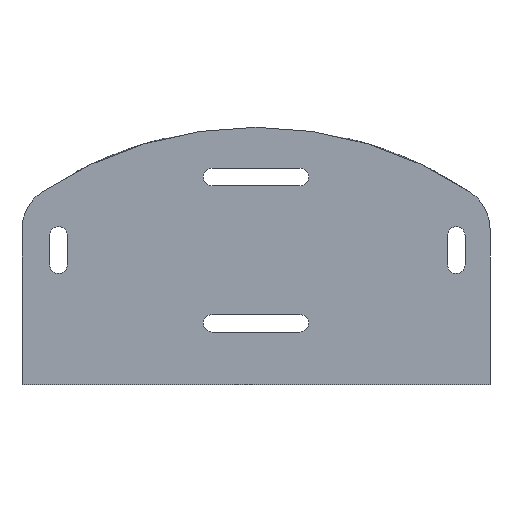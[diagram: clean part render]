
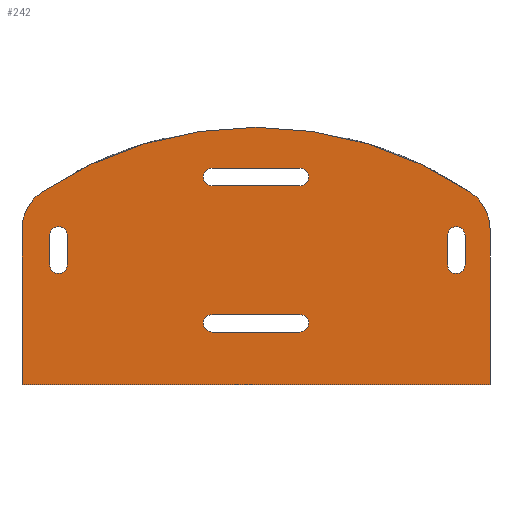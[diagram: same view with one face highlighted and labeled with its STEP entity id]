
A CAD part, front view. The second image highlights one B-rep face of the part: STEP entity #242.
In plain terms, the highlighted planar face has unit normal (0, -1, 0).
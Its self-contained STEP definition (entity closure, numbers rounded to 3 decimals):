
#40=CARTESIAN_POINT('',(-145.0,0.0,53.283));
#41=DIRECTION('',(0.0,1.0,0.0));
#42=DIRECTION('',(0.0,0.0,1.0));
#43=AXIS2_PLACEMENT_3D('',#40,#41,#42);
#44=PLANE('',#43);
#45=CARTESIAN_POINT('',(-160.0,0.0,53.283));
#46=VERTEX_POINT('',#45);
#47=CARTESIAN_POINT('',(-153.333,0.0,65.755));
#48=VERTEX_POINT('',#47);
#49=CARTESIAN_POINT('',(-145.0,0.0,53.283));
#50=DIRECTION('',(0.0,1.0,0.0));
#51=DIRECTION('',(1.0,0.0,0.0));
#52=AXIS2_PLACEMENT_3D('',#49,#50,#51);
#53=CIRCLE('',#52,15.0);
#54=EDGE_CURVE('',#46,#48,#53,.T.);
#55=ORIENTED_EDGE('',*,*,#54,.F.);
#56=CARTESIAN_POINT('',(-160.0,0.0,0.0));
#57=VERTEX_POINT('',#56);
#58=CARTESIAN_POINT('',(-160.0,0.0,53.283));
#59=DIRECTION('',(0.0,0.0,-1.0));
#60=VECTOR('',#59,1.0);
#61=LINE('',#58,#60);
#62=EDGE_CURVE('',#46,#57,#61,.T.);
#63=ORIENTED_EDGE('',*,*,#62,.T.);
#64=CARTESIAN_POINT('',(0.0,0.0,0.0));
#65=VERTEX_POINT('',#64);
#66=CARTESIAN_POINT('',(-160.0,0.0,0.0));
#67=DIRECTION('',(1.0,0.0,0.0));
#68=VECTOR('',#67,1.0);
#69=LINE('',#66,#68);
#70=EDGE_CURVE('',#57,#65,#69,.T.);
#71=ORIENTED_EDGE('',*,*,#70,.T.);
#72=CARTESIAN_POINT('',(0.0,0.0,53.283));
#73=VERTEX_POINT('',#72);
#74=CARTESIAN_POINT('',(0.0,0.0,0.0));
#75=DIRECTION('',(0.0,0.0,1.0));
#76=VECTOR('',#75,1.0);
#77=LINE('',#74,#76);
#78=EDGE_CURVE('',#65,#73,#77,.T.);
#79=ORIENTED_EDGE('',*,*,#78,.T.);
#80=CARTESIAN_POINT('',(-6.667,0.0,65.755));
#81=VERTEX_POINT('',#80);
#82=CARTESIAN_POINT('',(-15.0,0.0,53.283));
#83=DIRECTION('',(0.0,1.0,0.0));
#84=DIRECTION('',(1.0,0.0,0.0));
#85=AXIS2_PLACEMENT_3D('',#82,#83,#84);
#86=CIRCLE('',#85,15.0);
#87=EDGE_CURVE('',#81,#73,#86,.T.);
#88=ORIENTED_EDGE('',*,*,#87,.F.);
#89=CARTESIAN_POINT('',(-80.0,0.0,-44.0));
#90=DIRECTION('',(0.0,1.0,0.0));
#91=DIRECTION('',(-1.0,0.0,0.0));
#92=AXIS2_PLACEMENT_3D('',#89,#90,#91);
#93=CIRCLE('',#92,132.0);
#94=EDGE_CURVE('',#48,#81,#93,.T.);
#95=ORIENTED_EDGE('',*,*,#94,.F.);
#96=EDGE_LOOP('',(#55,#63,#71,#79,#88,#95));
#97=FACE_OUTER_BOUND('',#96,.T.);
#98=CARTESIAN_POINT('',(-8.51,0.0,41.0));
#99=VERTEX_POINT('',#98);
#100=CARTESIAN_POINT('',(-8.51,0.0,51.));
#101=VERTEX_POINT('',#100);
#102=CARTESIAN_POINT('',(-8.51,0.0,53.283));
#103=DIRECTION('',(0.0,0.0,1.0));
#104=VECTOR('',#103,1.0);
#105=LINE('',#102,#104);
#106=EDGE_CURVE('',#99,#101,#105,.T.);
#107=ORIENTED_EDGE('',*,*,#106,.F.);
#108=CARTESIAN_POINT('',(-14.51,0.0,41.0));
#109=VERTEX_POINT('',#108);
#110=CARTESIAN_POINT('',(-11.51,0.0,41.0));
#111=DIRECTION('',(0.0,1.0,0.0));
#112=DIRECTION('',(0.0,0.0,1.0));
#113=AXIS2_PLACEMENT_3D('',#110,#111,#112);
#114=CIRCLE('',#113,3.0);
#115=EDGE_CURVE('',#99,#109,#114,.T.);
#116=ORIENTED_EDGE('',*,*,#115,.T.);
#117=CARTESIAN_POINT('',(-14.51,0.0,51.));
#118=VERTEX_POINT('',#117);
#119=CARTESIAN_POINT('',(-14.51,0.0,53.283));
#120=DIRECTION('',(0.0,0.0,-1.0));
#121=VECTOR('',#120,1.0);
#122=LINE('',#119,#121);
#123=EDGE_CURVE('',#118,#109,#122,.T.);
#124=ORIENTED_EDGE('',*,*,#123,.F.);
#125=CARTESIAN_POINT('',(-11.51,0.0,51.));
#126=DIRECTION('',(0.0,1.0,0.0));
#127=DIRECTION('',(0.0,0.0,1.0));
#128=AXIS2_PLACEMENT_3D('',#125,#126,#127);
#129=CIRCLE('',#128,3.0);
#130=EDGE_CURVE('',#118,#101,#129,.T.);
#131=ORIENTED_EDGE('',*,*,#130,.T.);
#132=EDGE_LOOP('',(#107,#116,#124,#131));
#133=FACE_BOUND('',#132,.T.);
#134=CARTESIAN_POINT('',(-144.51,0.0,41.0));
#135=VERTEX_POINT('',#134);
#136=CARTESIAN_POINT('',(-144.51,0.0,51.));
#137=VERTEX_POINT('',#136);
#138=CARTESIAN_POINT('',(-144.51,0.0,53.283));
#139=DIRECTION('',(0.0,0.0,1.0));
#140=VECTOR('',#139,1.0);
#141=LINE('',#138,#140);
#142=EDGE_CURVE('',#135,#137,#141,.T.);
#143=ORIENTED_EDGE('',*,*,#142,.F.);
#144=CARTESIAN_POINT('',(-150.51,0.0,41.0));
#145=VERTEX_POINT('',#144);
#146=CARTESIAN_POINT('',(-147.51,0.0,41.0));
#147=DIRECTION('',(0.0,1.0,0.0));
#148=DIRECTION('',(0.0,0.0,1.0));
#149=AXIS2_PLACEMENT_3D('',#146,#147,#148);
#150=CIRCLE('',#149,3.0);
#151=EDGE_CURVE('',#135,#145,#150,.T.);
#152=ORIENTED_EDGE('',*,*,#151,.T.);
#153=CARTESIAN_POINT('',(-150.51,0.0,51.));
#154=VERTEX_POINT('',#153);
#155=CARTESIAN_POINT('',(-150.51,0.0,53.283));
#156=DIRECTION('',(0.0,0.0,-1.0));
#157=VECTOR('',#156,1.0);
#158=LINE('',#155,#157);
#159=EDGE_CURVE('',#154,#145,#158,.T.);
#160=ORIENTED_EDGE('',*,*,#159,.F.);
#161=CARTESIAN_POINT('',(-147.51,0.0,51.));
#162=DIRECTION('',(0.0,1.0,0.0));
#163=DIRECTION('',(0.0,0.0,1.0));
#164=AXIS2_PLACEMENT_3D('',#161,#162,#163);
#165=CIRCLE('',#164,3.0);
#166=EDGE_CURVE('',#154,#137,#165,.T.);
#167=ORIENTED_EDGE('',*,*,#166,.T.);
#168=EDGE_LOOP('',(#143,#152,#160,#167));
#169=FACE_BOUND('',#168,.T.);
#170=CARTESIAN_POINT('',(-65.01,0.0,18.0));
#171=VERTEX_POINT('',#170);
#172=CARTESIAN_POINT('',(-65.01,0.0,24.0));
#173=VERTEX_POINT('',#172);
#174=CARTESIAN_POINT('',(-65.01,0.0,21.0));
#175=DIRECTION('',(0.0,1.0,0.0));
#176=DIRECTION('',(0.0,0.0,1.0));
#177=AXIS2_PLACEMENT_3D('',#174,#175,#176);
#178=CIRCLE('',#177,3.0);
#179=EDGE_CURVE('',#171,#173,#178,.F.);
#180=ORIENTED_EDGE('',*,*,#179,.F.);
#181=CARTESIAN_POINT('',(-95.01,0.0,18.0));
#182=VERTEX_POINT('',#181);
#183=CARTESIAN_POINT('',(-145.0,0.0,18.0));
#184=DIRECTION('',(-1.0,0.0,0.0));
#185=VECTOR('',#184,1.0);
#186=LINE('',#183,#185);
#187=EDGE_CURVE('',#171,#182,#186,.T.);
#188=ORIENTED_EDGE('',*,*,#187,.T.);
#189=CARTESIAN_POINT('',(-95.01,0.0,24.0));
#190=VERTEX_POINT('',#189);
#191=CARTESIAN_POINT('',(-95.01,0.0,21.0));
#192=DIRECTION('',(0.0,1.0,0.0));
#193=DIRECTION('',(0.0,0.0,1.0));
#194=AXIS2_PLACEMENT_3D('',#191,#192,#193);
#195=CIRCLE('',#194,3.0);
#196=EDGE_CURVE('',#190,#182,#195,.F.);
#197=ORIENTED_EDGE('',*,*,#196,.F.);
#198=CARTESIAN_POINT('',(-145.0,0.0,24.0));
#199=DIRECTION('',(1.0,0.0,0.0));
#200=VECTOR('',#199,1.0);
#201=LINE('',#198,#200);
#202=EDGE_CURVE('',#190,#173,#201,.T.);
#203=ORIENTED_EDGE('',*,*,#202,.T.);
#204=EDGE_LOOP('',(#180,#188,#197,#203));
#205=FACE_BOUND('',#204,.T.);
#206=CARTESIAN_POINT('',(-65.01,0.0,68.0));
#207=VERTEX_POINT('',#206);
#208=CARTESIAN_POINT('',(-65.01,0.0,74.0));
#209=VERTEX_POINT('',#208);
#210=CARTESIAN_POINT('',(-65.01,0.0,71.));
#211=DIRECTION('',(0.0,1.0,0.0));
#212=DIRECTION('',(0.0,0.0,1.0));
#213=AXIS2_PLACEMENT_3D('',#210,#211,#212);
#214=CIRCLE('',#213,3.0);
#215=EDGE_CURVE('',#207,#209,#214,.F.);
#216=ORIENTED_EDGE('',*,*,#215,.F.);
#217=CARTESIAN_POINT('',(-95.01,0.0,68.0));
#218=VERTEX_POINT('',#217);
#219=CARTESIAN_POINT('',(-145.0,0.0,68.0));
#220=DIRECTION('',(-1.0,0.0,0.0));
#221=VECTOR('',#220,1.0);
#222=LINE('',#219,#221);
#223=EDGE_CURVE('',#207,#218,#222,.T.);
#224=ORIENTED_EDGE('',*,*,#223,.T.);
#225=CARTESIAN_POINT('',(-95.01,0.0,74.));
#226=VERTEX_POINT('',#225);
#227=CARTESIAN_POINT('',(-95.01,0.0,71.));
#228=DIRECTION('',(0.0,1.0,0.0));
#229=DIRECTION('',(0.0,0.0,1.0));
#230=AXIS2_PLACEMENT_3D('',#227,#228,#229);
#231=CIRCLE('',#230,3.0);
#232=EDGE_CURVE('',#226,#218,#231,.F.);
#233=ORIENTED_EDGE('',*,*,#232,.F.);
#234=CARTESIAN_POINT('',(-145.0,0.0,74.0));
#235=DIRECTION('',(1.0,0.0,0.0));
#236=VECTOR('',#235,1.0);
#237=LINE('',#234,#236);
#238=EDGE_CURVE('',#226,#209,#237,.T.);
#239=ORIENTED_EDGE('',*,*,#238,.T.);
#240=EDGE_LOOP('',(#216,#224,#233,#239));
#241=FACE_BOUND('',#240,.T.);
#242=ADVANCED_FACE('',(#97,#133,#169,#205,#241),#44,.F.);
